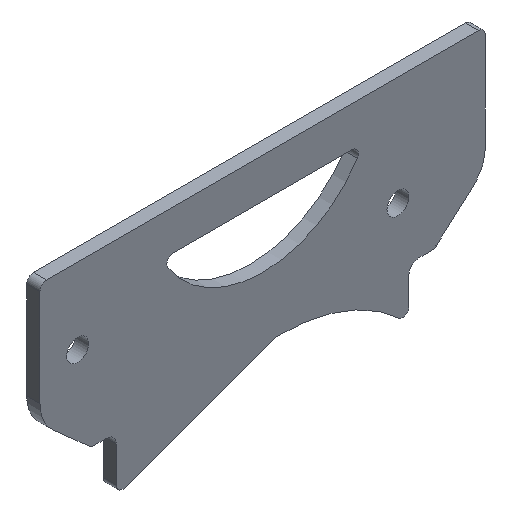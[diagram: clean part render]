
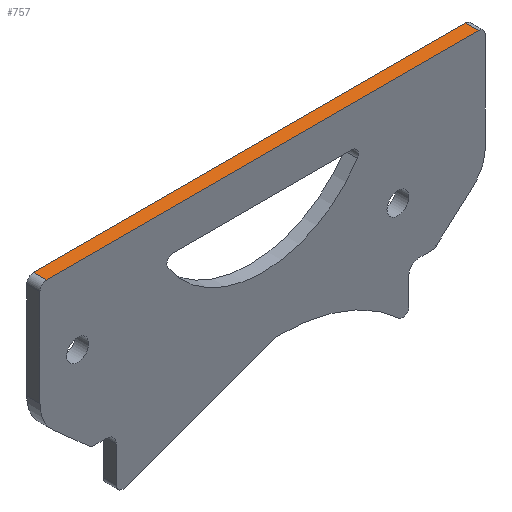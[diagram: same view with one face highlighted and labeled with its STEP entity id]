
A CAD part, isometric view. The second image highlights one B-rep face of the part: STEP entity #757.
In plain terms, the highlighted planar face has unit normal (0, 0, 1).
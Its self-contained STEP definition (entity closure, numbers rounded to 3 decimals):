
#38=PLANE('',#851);
#74=FACE_OUTER_BOUND('',#119,.T.);
#119=EDGE_LOOP('',(#676,#677,#678,#679));
#132=LINE('',#1118,#200);
#137=LINE('',#1130,#205);
#162=LINE('',#1222,#230);
#171=LINE('',#1252,#239);
#200=VECTOR('',#890,10.);
#205=VECTOR('',#901,10.);
#230=VECTOR('',#976,10.);
#239=VECTOR('',#1007,10.);
#310=VERTEX_POINT('',#1115);
#311=VERTEX_POINT('',#1117);
#315=VERTEX_POINT('',#1129);
#357=VERTEX_POINT('',#1220);
#387=EDGE_CURVE('',#310,#311,#132,.T.);
#393=EDGE_CURVE('',#311,#315,#137,.T.);
#440=EDGE_CURVE('',#357,#310,#162,.T.);
#456=EDGE_CURVE('',#315,#357,#171,.T.);
#676=ORIENTED_EDGE('',*,*,#387,.F.);
#677=ORIENTED_EDGE('',*,*,#440,.F.);
#678=ORIENTED_EDGE('',*,*,#456,.F.);
#679=ORIENTED_EDGE('',*,*,#393,.F.);
#757=ADVANCED_FACE('',(#74),#38,.T.);
#851=AXIS2_PLACEMENT_3D('',#1308,#1069,#1070);
#890=DIRECTION('',(0.,-1.,0.));
#901=DIRECTION('',(-1.,0.,0.));
#976=DIRECTION('',(1.,0.,0.));
#1007=DIRECTION('',(0.,1.,0.));
#1069=DIRECTION('center_axis',(0.,0.,
1.));
#1070=DIRECTION('ref_axis',(1.,0.,0.));
#1115=CARTESIAN_POINT('',(32.5,-2.6,54.271));
#1117=CARTESIAN_POINT('',(32.5,-4.6,54.271));
#1118=CARTESIAN_POINT('',(32.5,-4.6,54.271));
#1129=CARTESIAN_POINT('',(-32.5,-4.6,54.271));
#1130=CARTESIAN_POINT('',(33.5,-4.6,54.271));
#1220=CARTESIAN_POINT('',(-32.5,-2.6,54.271));
#1222=CARTESIAN_POINT('',(33.5,-2.6,54.271));
#1252=CARTESIAN_POINT('',(-32.5,-4.6,54.271));
#1308=CARTESIAN_POINT('Origin',(-33.5,-4.6,54.271));
